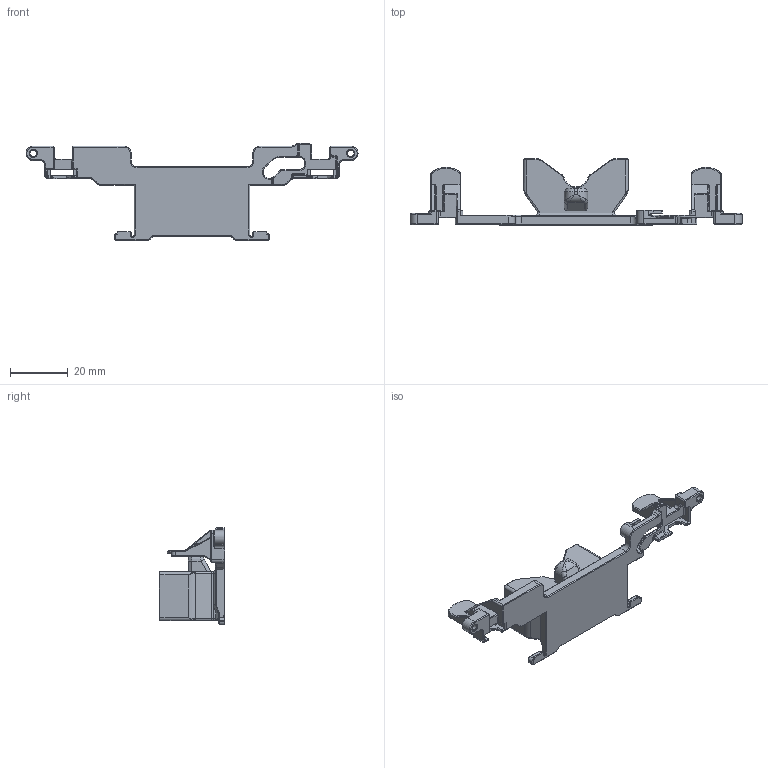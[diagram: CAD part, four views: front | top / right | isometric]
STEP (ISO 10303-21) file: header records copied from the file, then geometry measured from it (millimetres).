
FILE_DESCRIPTION (( 'STEP AP203' ), '1' );
FILE_NAME ('Rumble Pack Bracket - FIRES v18.STEP', '2021-08-27T17:38:59', ( '' ), ( '' ), 'SwSTEP 2.0', 'SolidWorks 2020', '' );
FILE_SCHEMA (( 'CONFIG_CONTROL_DESIGN' ));
Length unit declared in the file: millimetre
Products named in the file (1): Rumble Pack Bracket - FIRES v18
Bounding box: 115.15 x 22.87 x 33.8 mm (x, y, z)
Volume: 8241.3 mm3; surface area: 9304.4 mm2
Topology: 1 solids, 1 shells, 915 faces, 2251 edges, 1315 vertices
Faces by surface type: plane 407, cone 242, cylinder 178, bspline 68, torus 16, sphere 4
Entity records: 29019 total; most frequent: CARTESIAN_POINT 8039, ORIENTED_EDGE 4462, DIRECTION 4267, EDGE_CURVE 2231, AXIS2_PLACEMENT_3D 1455, VECTOR 1357, LINE 1357, VERTEX_POINT 1315
